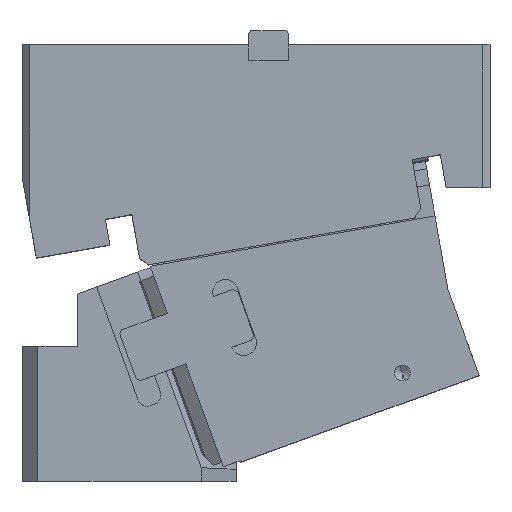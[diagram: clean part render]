
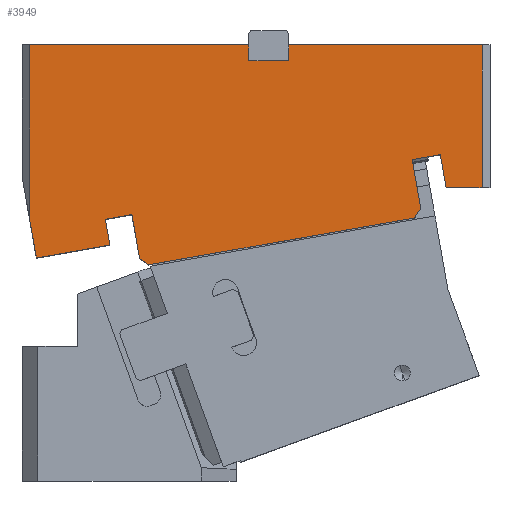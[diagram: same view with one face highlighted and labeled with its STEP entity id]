
A CAD part, top view. The second image highlights one B-rep face of the part: STEP entity #3949.
In plain terms, the highlighted planar face has unit normal (0, 0, 1).
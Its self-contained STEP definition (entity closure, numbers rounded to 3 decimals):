
#57=CARTESIAN_POINT('Line Origine',(-0.64,128.781,55.)) ;
#61=CARTESIAN_POINT('Vertex',(1.388,131.677,55.)) ;
#63=CARTESIAN_POINT('Vertex',(-2.668,125.885,55.)) ;
#97=CARTESIAN_POINT('Line Origine',(-86.376,111.125,55.)) ;
#101=CARTESIAN_POINT('Vertex',(-170.085,96.364,55.)) ;
#134=CARTESIAN_POINT('Vertex',(-175.877,100.42,55.)) ;
#142=CARTESIAN_POINT('Line Origine',(-172.981,98.392,55.)) ;
#163=CARTESIAN_POINT('Vertex',(17.317,145.,55.)) ;
#168=CARTESIAN_POINT('Line Origine',(15.481,155.412,55.)) ;
#172=CARTESIAN_POINT('Vertex',(13.645,165.824,55.)) ;
#203=CARTESIAN_POINT('Vertex',(-4.082,162.698,55.)) ;
#269=CARTESIAN_POINT('Line Origine',(4.782,164.261,55.)) ;
#307=CARTESIAN_POINT('Vertex',(40.,145.,55.)) ;
#310=CARTESIAN_POINT('Line Origine',(28.658,145.,55.)) ;
#523=CARTESIAN_POINT('Vertex',(-82.,235.,55.)) ;
#526=CARTESIAN_POINT('Line Origine',(-21.,235.,55.)) ;
#530=CARTESIAN_POINT('Vertex',(40.,235.,55.)) ;
#808=CARTESIAN_POINT('Vertex',(-245.,235.,55.)) ;
#811=CARTESIAN_POINT('Line Origine',(-176.,235.,55.)) ;
#815=CARTESIAN_POINT('Vertex',(-107.,235.,55.)) ;
#1047=CARTESIAN_POINT('Vertex',(-240.902,100.632,55.)) ;
#1050=CARTESIAN_POINT('Line Origine',(-242.951,112.253,55.)) ;
#1054=CARTESIAN_POINT('Vertex',(-245.,123.874,55.)) ;
#1169=CARTESIAN_POINT('Vertex',(-194.616,108.794,55.)) ;
#1172=CARTESIAN_POINT('Line Origine',(-217.759,104.713,55.)) ;
#1379=CARTESIAN_POINT('Vertex',(-197.479,125.032,55.)) ;
#1382=CARTESIAN_POINT('Line Origine',(-196.047,116.913,55.)) ;
#1583=CARTESIAN_POINT('Line Origine',(40.,190.,55.)) ;
#1606=CARTESIAN_POINT('Vertex',(-82.,225.,55.)) ;
#1609=CARTESIAN_POINT('Line Origine',(-82.,230.,55.)) ;
#1627=CARTESIAN_POINT('Vertex',(-107.,225.,55.)) ;
#1630=CARTESIAN_POINT('Line Origine',(-94.5,225.,55.)) ;
#1652=CARTESIAN_POINT('Line Origine',(-107.,230.,55.)) ;
#1674=CARTESIAN_POINT('Line Origine',(-245.,179.437,55.)) ;
#3906=CARTESIAN_POINT('Axis2P3D Location',(45.,235.,55.)) ;
#3911=CARTESIAN_POINT('Line Origine',(-1.347,147.188,55.)) ;
#3916=CARTESIAN_POINT('Line Origine',(-189.108,126.508,55.)) ;
#3920=CARTESIAN_POINT('Vertex',(-180.737,127.984,55.)) ;
#3923=CARTESIAN_POINT('Line Origine',(-178.307,114.202,55.)) ;
#58=DIRECTION('Vector Direction',(-0.574,-0.819,0.)) ;
#98=DIRECTION('Vector Direction',(0.985,0.174,0.)) ;
#143=DIRECTION('Vector Direction',(0.819,-0.574,0.)) ;
#169=DIRECTION('Vector Direction',(0.174,-0.985,0.)) ;
#270=DIRECTION('Vector Direction',(0.985,0.174,0.)) ;
#311=DIRECTION('Vector Direction',(1.,0.,0.)) ;
#527=DIRECTION('Vector Direction',(-1.,0.,0.)) ;
#812=DIRECTION('Vector Direction',(-1.,0.,0.)) ;
#1051=DIRECTION('Vector Direction',(0.174,-0.985,0.)) ;
#1173=DIRECTION('Vector Direction',(-0.985,-0.174,0.)) ;
#1383=DIRECTION('Vector Direction',(-0.174,0.985,0.)) ;
#1584=DIRECTION('Vector Direction',(0.,1.,0.)) ;
#1610=DIRECTION('Vector Direction',(0.,1.,0.)) ;
#1631=DIRECTION('Vector Direction',(1.,0.,0.)) ;
#1653=DIRECTION('Vector Direction',(0.,1.,0.)) ;
#1675=DIRECTION('Vector Direction',(0.,-1.,0.)) ;
#3907=DIRECTION('Axis2P3D Direction',(0.,0.,1.)) ;
#3908=DIRECTION('Axis2P3D XDirection',(1.,0.,0.)) ;
#3912=DIRECTION('Vector Direction',(-0.174,0.985,0.)) ;
#3917=DIRECTION('Vector Direction',(-0.985,-0.174,0.)) ;
#3924=DIRECTION('Vector Direction',(-0.174,0.985,0.)) ;
#3909=AXIS2_PLACEMENT_3D('Plane Axis2P3D',#3906,#3907,#3908) ;
#3929=ORIENTED_EDGE('',*,*,#3915,.T.) ;
#3930=ORIENTED_EDGE('',*,*,#273,.T.) ;
#3931=ORIENTED_EDGE('',*,*,#174,.T.) ;
#3932=ORIENTED_EDGE('',*,*,#314,.T.) ;
#3933=ORIENTED_EDGE('',*,*,#1587,.T.) ;
#3934=ORIENTED_EDGE('',*,*,#532,.T.) ;
#3935=ORIENTED_EDGE('',*,*,#1613,.F.) ;
#3936=ORIENTED_EDGE('',*,*,#1634,.F.) ;
#3937=ORIENTED_EDGE('',*,*,#1656,.T.) ;
#3938=ORIENTED_EDGE('',*,*,#817,.T.) ;
#3939=ORIENTED_EDGE('',*,*,#1678,.T.) ;
#3940=ORIENTED_EDGE('',*,*,#1056,.T.) ;
#3941=ORIENTED_EDGE('',*,*,#1176,.F.) ;
#3942=ORIENTED_EDGE('',*,*,#1386,.T.) ;
#3943=ORIENTED_EDGE('',*,*,#3922,.F.) ;
#3944=ORIENTED_EDGE('',*,*,#3927,.F.) ;
#3945=ORIENTED_EDGE('',*,*,#146,.T.) ;
#3946=ORIENTED_EDGE('',*,*,#103,.T.) ;
#3947=ORIENTED_EDGE('',*,*,#65,.F.) ;
#59=VECTOR('Line Direction',#58,1.) ;
#99=VECTOR('Line Direction',#98,1.) ;
#144=VECTOR('Line Direction',#143,1.) ;
#170=VECTOR('Line Direction',#169,1.) ;
#271=VECTOR('Line Direction',#270,1.) ;
#312=VECTOR('Line Direction',#311,1.) ;
#528=VECTOR('Line Direction',#527,1.) ;
#813=VECTOR('Line Direction',#812,1.) ;
#1052=VECTOR('Line Direction',#1051,1.) ;
#1174=VECTOR('Line Direction',#1173,1.) ;
#1384=VECTOR('Line Direction',#1383,1.) ;
#1585=VECTOR('Line Direction',#1584,1.) ;
#1611=VECTOR('Line Direction',#1610,1.) ;
#1632=VECTOR('Line Direction',#1631,1.) ;
#1654=VECTOR('Line Direction',#1653,1.) ;
#1676=VECTOR('Line Direction',#1675,1.) ;
#3913=VECTOR('Line Direction',#3912,1.) ;
#3918=VECTOR('Line Direction',#3917,1.) ;
#3925=VECTOR('Line Direction',#3924,1.) ;
#3949=ADVANCED_FACE('CAM HOLDER',(#3948),#3910,.T.) ;
#65=EDGE_CURVE('',#62,#64,#60,.T.) ;
#103=EDGE_CURVE('',#102,#64,#100,.T.) ;
#146=EDGE_CURVE('',#135,#102,#145,.T.) ;
#174=EDGE_CURVE('',#173,#164,#171,.T.) ;
#273=EDGE_CURVE('',#204,#173,#272,.T.) ;
#314=EDGE_CURVE('',#164,#308,#313,.T.) ;
#532=EDGE_CURVE('',#531,#524,#529,.T.) ;
#817=EDGE_CURVE('',#816,#809,#814,.T.) ;
#1056=EDGE_CURVE('',#1055,#1048,#1053,.T.) ;
#1176=EDGE_CURVE('',#1170,#1048,#1175,.T.) ;
#1386=EDGE_CURVE('',#1170,#1380,#1385,.T.) ;
#1587=EDGE_CURVE('',#308,#531,#1586,.T.) ;
#1613=EDGE_CURVE('',#1607,#524,#1612,.T.) ;
#1634=EDGE_CURVE('',#1628,#1607,#1633,.T.) ;
#1656=EDGE_CURVE('',#1628,#816,#1655,.T.) ;
#1678=EDGE_CURVE('',#809,#1055,#1677,.T.) ;
#3915=EDGE_CURVE('',#62,#204,#3914,.T.) ;
#3922=EDGE_CURVE('',#3921,#1380,#3919,.T.) ;
#3927=EDGE_CURVE('',#135,#3921,#3926,.T.) ;
#3928=EDGE_LOOP('',(#3929,#3930,#3931,#3932,#3933,#3934,#3935,#3936,#3937,#3938,#3939,#3940,#3941,#3942,#3943,#3944,#3945,#3946,#3947)) ;
#3948=FACE_OUTER_BOUND('',#3928,.T.) ;
#60=LINE('Line',#57,#59) ;
#100=LINE('Line',#97,#99) ;
#145=LINE('Line',#142,#144) ;
#171=LINE('Line',#168,#170) ;
#272=LINE('Line',#269,#271) ;
#313=LINE('Line',#310,#312) ;
#529=LINE('Line',#526,#528) ;
#814=LINE('Line',#811,#813) ;
#1053=LINE('Line',#1050,#1052) ;
#1175=LINE('Line',#1172,#1174) ;
#1385=LINE('Line',#1382,#1384) ;
#1586=LINE('Line',#1583,#1585) ;
#1612=LINE('Line',#1609,#1611) ;
#1633=LINE('Line',#1630,#1632) ;
#1655=LINE('Line',#1652,#1654) ;
#1677=LINE('Line',#1674,#1676) ;
#3914=LINE('Line',#3911,#3913) ;
#3919=LINE('Line',#3916,#3918) ;
#3926=LINE('Line',#3923,#3925) ;
#3910=PLANE('Plane',#3909) ;
#62=VERTEX_POINT('',#61) ;
#64=VERTEX_POINT('',#63) ;
#102=VERTEX_POINT('',#101) ;
#135=VERTEX_POINT('',#134) ;
#164=VERTEX_POINT('',#163) ;
#173=VERTEX_POINT('',#172) ;
#204=VERTEX_POINT('',#203) ;
#308=VERTEX_POINT('',#307) ;
#524=VERTEX_POINT('',#523) ;
#531=VERTEX_POINT('',#530) ;
#809=VERTEX_POINT('',#808) ;
#816=VERTEX_POINT('',#815) ;
#1048=VERTEX_POINT('',#1047) ;
#1055=VERTEX_POINT('',#1054) ;
#1170=VERTEX_POINT('',#1169) ;
#1380=VERTEX_POINT('',#1379) ;
#1607=VERTEX_POINT('',#1606) ;
#1628=VERTEX_POINT('',#1627) ;
#3921=VERTEX_POINT('',#3920) ;
